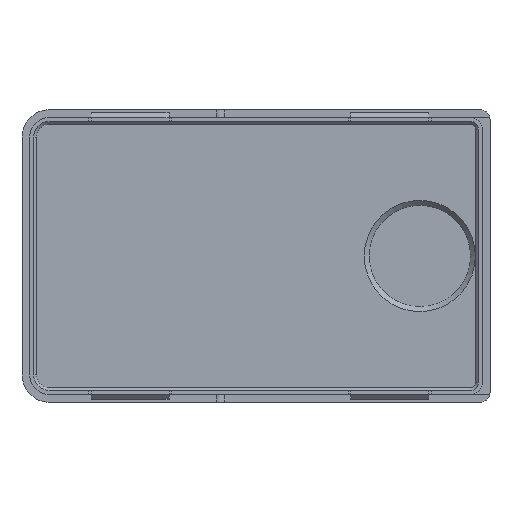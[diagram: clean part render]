
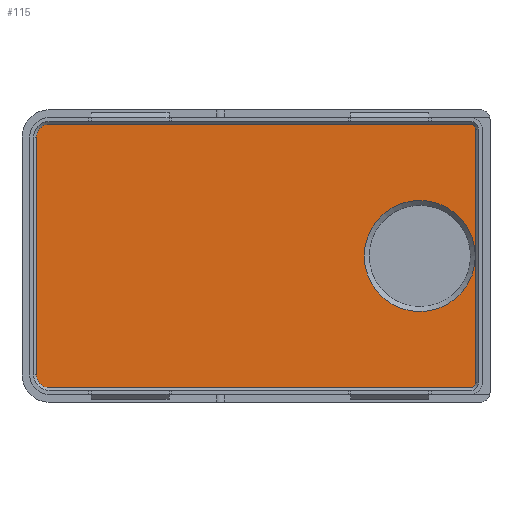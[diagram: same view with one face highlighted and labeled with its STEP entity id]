
A CAD part, top view. The second image highlights one B-rep face of the part: STEP entity #115.
In plain terms, the highlighted planar face has unit normal (0, 0, 1).
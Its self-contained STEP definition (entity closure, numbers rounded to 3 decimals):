
#60=FACE_BOUND('',#379,.T.);
#61=FACE_BOUND('',#380,.T.);
#115=ADVANCED_FACE('',(#60,#61),#194,.F.);
#194=PLANE('',#1935);
#379=EDGE_LOOP('',(#781,#782,#783,#784,#785,#786,#787,#788));
#380=EDGE_LOOP('',(#789));
#462=CIRCLE('',#1930,3.3);
#463=CIRCLE('',#1931,1.3);
#464=CIRCLE('',#1932,1.3);
#465=CIRCLE('',#1933,3.3);
#466=CIRCLE('',#1934,14.25);
#781=ORIENTED_EDGE('',*,*,#1350,.T.);
#782=ORIENTED_EDGE('',*,*,#1351,.T.);
#783=ORIENTED_EDGE('',*,*,#1352,.T.);
#784=ORIENTED_EDGE('',*,*,#1353,.T.);
#785=ORIENTED_EDGE('',*,*,#1354,.T.);
#786=ORIENTED_EDGE('',*,*,#1355,.T.);
#787=ORIENTED_EDGE('',*,*,#1356,.T.);
#788=ORIENTED_EDGE('',*,*,#1357,.T.);
#789=ORIENTED_EDGE('',*,*,#1358,.T.);
#1131=VERTEX_POINT('',#2873);
#1132=VERTEX_POINT('',#2874);
#1133=VERTEX_POINT('',#2876);
#1134=VERTEX_POINT('',#2878);
#1135=VERTEX_POINT('',#2880);
#1136=VERTEX_POINT('',#2882);
#1137=VERTEX_POINT('',#2884);
#1138=VERTEX_POINT('',#2886);
#1139=VERTEX_POINT('',#2889);
#1350=EDGE_CURVE('',#1131,#1132,#462,.T.);
#1351=EDGE_CURVE('',#1132,#1133,#1576,.T.);
#1352=EDGE_CURVE('',#1133,#1134,#463,.T.);
#1353=EDGE_CURVE('',#1134,#1135,#1577,.T.);
#1354=EDGE_CURVE('',#1135,#1136,#464,.T.);
#1355=EDGE_CURVE('',#1136,#1137,#1578,.T.);
#1356=EDGE_CURVE('',#1137,#1138,#465,.T.);
#1357=EDGE_CURVE('',#1138,#1131,#1579,.T.);
#1358=EDGE_CURVE('',#1139,#1139,#466,.T.);
#1576=LINE('',#2875,#1795);
#1577=LINE('',#2879,#1796);
#1578=LINE('',#2883,#1797);
#1579=LINE('',#2887,#1798);
#1795=VECTOR('',#2317,1.);
#1796=VECTOR('',#2320,1.);
#1797=VECTOR('',#2323,1.);
#1798=VECTOR('',#2326,1.);
#1930=AXIS2_PLACEMENT_3D('',#2872,#2315,#2316);
#1931=AXIS2_PLACEMENT_3D('',#2877,#2318,#2319);
#1932=AXIS2_PLACEMENT_3D('',#2881,#2321,#2322);
#1933=AXIS2_PLACEMENT_3D('',#2885,#2324,#2325);
#1934=AXIS2_PLACEMENT_3D('',#2888,#2327,#2328);
#1935=AXIS2_PLACEMENT_3D('',#2890,#2329,#2330);
#2315=DIRECTION('',(0.,0.,1.));
#2316=DIRECTION('',(-1.,0.,0.));
#2317=DIRECTION('',(1.,0.,0.));
#2318=DIRECTION('',(0.,0.,1.));
#2319=DIRECTION('',(-1.,0.,0.));
#2320=DIRECTION('',(0.,1.,0.));
#2321=DIRECTION('',(0.,0.,1.));
#2322=DIRECTION('',(-1.,0.,0.));
#2323=DIRECTION('',(-1.,0.,0.));
#2324=DIRECTION('',(0.,0.,1.));
#2325=DIRECTION('',(-1.,0.,0.));
#2326=DIRECTION('',(0.,-1.,0.));
#2327=DIRECTION('',(0.,0.,-1.));
#2328=DIRECTION('',(-1.,0.,0.));
#2329=DIRECTION('',(0.,0.,-1.));
#2330=DIRECTION('',(-1.,0.,0.));
#2872=CARTESIAN_POINT('',(-53.,-30.5,3.));
#2873=CARTESIAN_POINT('',(-56.3,-30.5,3.));
#2874=CARTESIAN_POINT('',(-53.,-33.8,3.));
#2875=CARTESIAN_POINT('',(24.975,-33.8,3.));
#2876=CARTESIAN_POINT('',(55.,-33.8,3.));
#2877=CARTESIAN_POINT('',(55.,-32.5,3.));
#2878=CARTESIAN_POINT('',(56.3,-32.5,3.));
#2879=CARTESIAN_POINT('',(56.3,-36.5,3.));
#2880=CARTESIAN_POINT('',(56.3,32.5,3.));
#2881=CARTESIAN_POINT('',(55.,32.5,3.));
#2882=CARTESIAN_POINT('',(55.,33.8,3.));
#2883=CARTESIAN_POINT('',(24.975,33.8,3.));
#2884=CARTESIAN_POINT('',(-53.,33.8,3.));
#2885=CARTESIAN_POINT('',(-53.,30.5,3.));
#2886=CARTESIAN_POINT('',(-56.3,30.5,3.));
#2887=CARTESIAN_POINT('',(-56.3,-36.5,3.));
#2888=CARTESIAN_POINT('',(42.,0.,3.));
#2889=CARTESIAN_POINT('',(27.75,0.,3.));
#2890=CARTESIAN_POINT('',(24.975,-36.5,3.));
